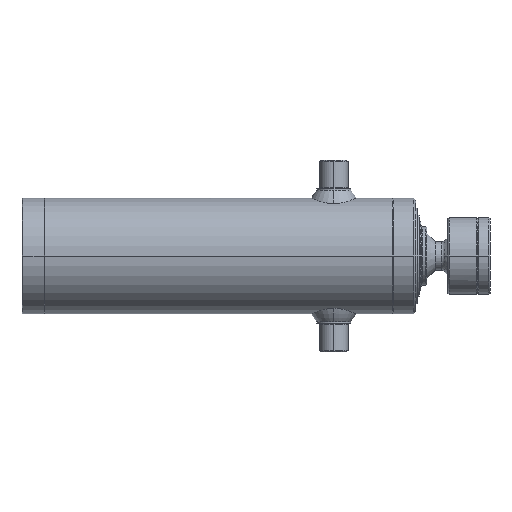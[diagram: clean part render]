
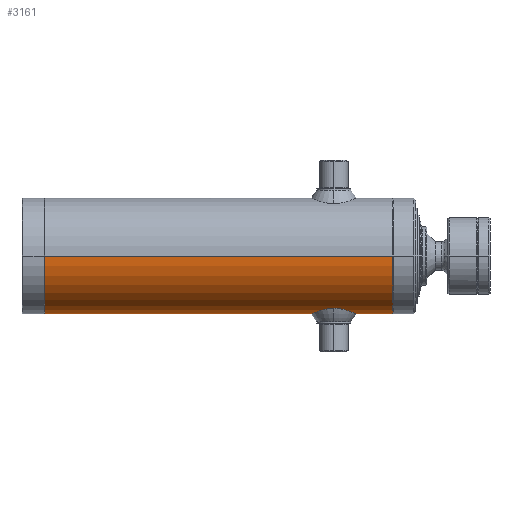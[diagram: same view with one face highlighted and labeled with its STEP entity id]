
A CAD part, front view. The second image highlights one B-rep face of the part: STEP entity #3161.
In plain terms, the highlighted cylindrical face has radius 102 mm (diameter 204 mm), a partial arc.
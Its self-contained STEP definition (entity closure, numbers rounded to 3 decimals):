
#188 = DIRECTION ( 'NONE',  ( -1., 0., 0. ) ) ;
#800 = AXIS2_PLACEMENT_3D ( 'NONE', #2649, #188, #8367 ) ;
#1081 = VERTEX_POINT ( 'NONE', #2883 ) ;
#1247 = DIRECTION ( 'NONE',  ( -1., 0., 0. ) ) ;
#2424 = ORIENTED_EDGE ( 'NONE', *, *, #3294, .F. ) ;
#2649 = CARTESIAN_POINT ( 'NONE',  ( -17.46, 0., 0. ) ) ;
#2738 = ORIENTED_EDGE ( 'NONE', *, *, #9355, .F. ) ;
#2743 = DIRECTION ( 'NONE',  ( -1., 0., 0. ) ) ;
#2883 = CARTESIAN_POINT ( 'NONE',  ( 653., -102., 0. ) ) ;
#3161 = ADVANCED_FACE ( 'NONE', ( #8735 ), #4409, .T. ) ;
#3294 = EDGE_CURVE ( 'NONE', #9457, #4221, #7725, .T. ) ;
#3414 = CARTESIAN_POINT ( 'NONE',  ( -17.46, 102., 0. ) ) ;
#3451 = DIRECTION ( 'NONE',  ( -1., 0., 0. ) ) ;
#3614 = DIRECTION ( 'NONE',  ( -1., 0., 0. ) ) ;
#3765 = CARTESIAN_POINT ( 'NONE',  ( 40., -102., 0. ) ) ;
#4221 = VERTEX_POINT ( 'NONE', #3765 ) ;
#4409 = CYLINDRICAL_SURFACE ( 'NONE', #800, 102. ) ;
#4673 = LINE ( 'NONE', #3414, #9007 ) ;
#4865 = AXIS2_PLACEMENT_3D ( 'NONE', #8512, #3614, #9326 ) ;
#4920 = EDGE_CURVE ( 'NONE', #8343, #1081, #8140, .T. ) ;
#5368 = CARTESIAN_POINT ( 'NONE',  ( 40., 102., 0. ) ) ;
#5560 = VECTOR ( 'NONE', #2743, 1000. ) ;
#5753 = AXIS2_PLACEMENT_3D ( 'NONE', #6158, #1247, #6974 ) ;
#5805 = LINE ( 'NONE', #7636, #5560 ) ;
#6087 = EDGE_LOOP ( 'NONE', ( #2738, #6408, #9312, #2424 ) ) ;
#6158 = CARTESIAN_POINT ( 'NONE',  ( 40., 0., 0. ) ) ;
#6408 = ORIENTED_EDGE ( 'NONE', *, *, #4920, .T. ) ;
#6776 = EDGE_CURVE ( 'NONE', #1081, #4221, #5805, .T. ) ;
#6974 = DIRECTION ( 'NONE',  ( 0., -1., 0. ) ) ;
#7502 = CARTESIAN_POINT ( 'NONE',  ( 653., 102., 0. ) ) ;
#7636 = CARTESIAN_POINT ( 'NONE',  ( -17.46, -102., 0. ) ) ;
#7725 = CIRCLE ( 'NONE', #5753, 102. ) ;
#8140 = CIRCLE ( 'NONE', #4865, 102. ) ;
#8343 = VERTEX_POINT ( 'NONE', #7502 ) ;
#8367 = DIRECTION ( 'NONE',  ( 0., -1., 0. ) ) ;
#8512 = CARTESIAN_POINT ( 'NONE',  ( 653., 0., 0. ) ) ;
#8735 = FACE_OUTER_BOUND ( 'NONE', #6087, .T. ) ;
#9007 = VECTOR ( 'NONE', #3451, 1000. ) ;
#9312 = ORIENTED_EDGE ( 'NONE', *, *, #6776, .T. ) ;
#9326 = DIRECTION ( 'NONE',  ( 0., -1., 0. ) ) ;
#9355 = EDGE_CURVE ( 'NONE', #8343, #9457, #4673, .T. ) ;
#9457 = VERTEX_POINT ( 'NONE', #5368 ) ;
